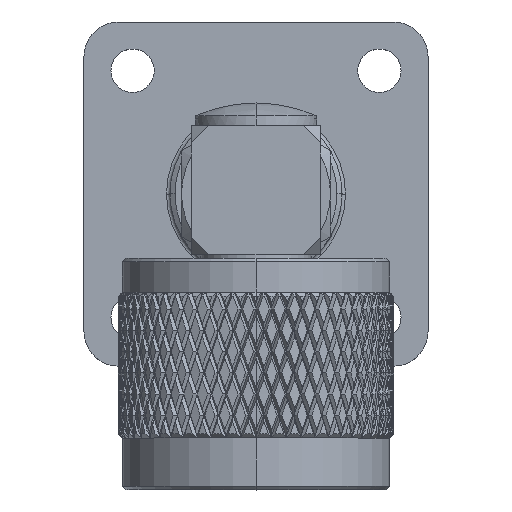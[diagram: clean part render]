
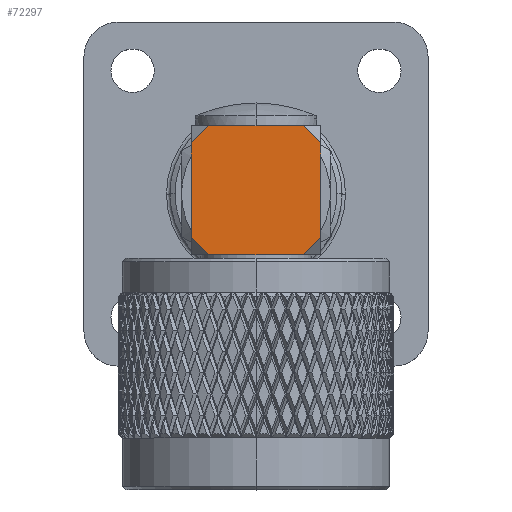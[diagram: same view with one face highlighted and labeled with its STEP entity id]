
A CAD part, top view. The second image highlights one B-rep face of the part: STEP entity #72297.
In plain terms, the highlighted face is planar.
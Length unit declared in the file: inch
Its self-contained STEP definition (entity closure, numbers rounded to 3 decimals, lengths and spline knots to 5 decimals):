
#921 = LINE ( 'NONE', #44521, #44793 ) ;
#2227 = LINE ( 'NONE', #3813, #57994 ) ;
#3341 = VERTEX_POINT ( 'NONE', #97745 ) ;
#3813 = CARTESIAN_POINT ( 'NONE',  ( 0.1875, 0.1875, 0.1875 ) ) ;
#6895 = ORIENTED_EDGE ( 'NONE', *, *, #84475, .F. ) ;
#8516 = ORIENTED_EDGE ( 'NONE', *, *, #49671, .F. ) ;
#8992 = CARTESIAN_POINT ( 'NONE',  ( 0.025, 0.1875, 0.35 ) ) ;
#11564 = LINE ( 'NONE', #42752, #55336 ) ;
#15465 = EDGE_CURVE ( 'NONE', #74207, #43337, #49970, .T. ) ;
#17858 = ORIENTED_EDGE ( 'NONE', *, *, #82782, .T. ) ;
#17932 = VECTOR ( 'NONE', #94032, 39.37008 ) ;
#18060 = ORIENTED_EDGE ( 'NONE', *, *, #15465, .T. ) ;
#20194 = DIRECTION ( 'NONE',  ( 0.707, 0., 0.707 ) ) ;
#22204 = DIRECTION ( 'NONE',  ( 0., -1., 0. ) ) ;
#26116 = CARTESIAN_POINT ( 'NONE',  ( -0.1875, 0.1875, -0.1375 ) ) ;
#36439 = LINE ( 'NONE', #8992, #55497 ) ;
#37103 = LINE ( 'NONE', #49249, #74924 ) ;
#37521 = DIRECTION ( 'NONE',  ( -1., 0., 0. ) ) ;
#37784 = CARTESIAN_POINT ( 'NONE',  ( -0.1375, 0.1875, -0.1875 ) ) ;
#39488 = DIRECTION ( 'NONE',  ( 0.707, 0., 0.707 ) ) ;
#40164 = CARTESIAN_POINT ( 'NONE',  ( 0.1875, 0.1875, 0.1375 ) ) ;
#41040 = VERTEX_POINT ( 'NONE', #82783 ) ;
#42752 = CARTESIAN_POINT ( 'NONE',  ( 0.1625, 0.1875, -0.1625 ) ) ;
#43337 = VERTEX_POINT ( 'NONE', #26116 ) ;
#44521 = CARTESIAN_POINT ( 'NONE',  ( -0.1875, 0.1875, -0.1875 ) ) ;
#44793 = VECTOR ( 'NONE', #37521, 39.37008 ) ;
#45002 = CARTESIAN_POINT ( 'NONE',  ( -0.025, 0.1875, 0.35 ) ) ;
#45746 = FACE_OUTER_BOUND ( 'NONE', #71168, .T. ) ;
#45902 = VERTEX_POINT ( 'NONE', #40164 ) ;
#46273 = CARTESIAN_POINT ( 'NONE',  ( -0.1875, 0.1875, 0.1375 ) ) ;
#48042 = VERTEX_POINT ( 'NONE', #60418 ) ;
#49249 = CARTESIAN_POINT ( 'NONE',  ( -0.1875, 0.1875, 0.1875 ) ) ;
#49671 = EDGE_CURVE ( 'NONE', #59729, #43337, #37103, .T. ) ;
#49970 = LINE ( 'NONE', #55073, #17932 ) ;
#53166 = EDGE_CURVE ( 'NONE', #45902, #48042, #67693, .T. ) ;
#55073 = CARTESIAN_POINT ( 'NONE',  ( -0.1625, 0.1875, -0.1625 ) ) ;
#55247 = LINE ( 'NONE', #76107, #82423 ) ;
#55336 = VECTOR ( 'NONE', #20194, 39.37008 ) ;
#55497 = VECTOR ( 'NONE', #39488, 39.37008 ) ;
#56478 = EDGE_CURVE ( 'NONE', #45902, #41040, #2227, .T. ) ;
#57236 = DIRECTION ( 'NONE',  ( 0., 0., -1. ) ) ;
#57311 = ORIENTED_EDGE ( 'NONE', *, *, #92426, .F. ) ;
#57994 = VECTOR ( 'NONE', #72635, 39.37008 ) ;
#59683 = PLANE ( 'NONE',  #81135 ) ;
#59729 = VERTEX_POINT ( 'NONE', #46273 ) ;
#60418 = CARTESIAN_POINT ( 'NONE',  ( 0.1375, 0.1875, 0.1875 ) ) ;
#67559 = EDGE_CURVE ( 'NONE', #59729, #77914, #36439, .T. ) ;
#67693 = LINE ( 'NONE', #45002, #85422 ) ;
#70907 = ORIENTED_EDGE ( 'NONE', *, *, #53166, .F. ) ;
#71168 = EDGE_LOOP ( 'NONE', ( #18060, #8516, #82002, #57311, #70907, #76517, #6895, #17858 ) ) ;
#72297 = ADVANCED_FACE ( 'NONE', ( #45746 ), #59683, .F. ) ;
#72635 = DIRECTION ( 'NONE',  ( 0., 0., -1. ) ) ;
#74207 = VERTEX_POINT ( 'NONE', #37784 ) ;
#74924 = VECTOR ( 'NONE', #57236, 39.37008 ) ;
#76107 = CARTESIAN_POINT ( 'NONE',  ( -0.1875, 0.1875, 0.1875 ) ) ;
#76517 = ORIENTED_EDGE ( 'NONE', *, *, #56478, .T. ) ;
#77914 = VERTEX_POINT ( 'NONE', #82318 ) ;
#81135 = AXIS2_PLACEMENT_3D ( 'NONE', #97345, #22204, #90041 ) ;
#82002 = ORIENTED_EDGE ( 'NONE', *, *, #67559, .T. ) ;
#82318 = CARTESIAN_POINT ( 'NONE',  ( -0.1375, 0.1875, 0.1875 ) ) ;
#82423 = VECTOR ( 'NONE', #90717, 39.37008 ) ;
#82782 = EDGE_CURVE ( 'NONE', #3341, #74207, #921, .T. ) ;
#82783 = CARTESIAN_POINT ( 'NONE',  ( 0.1875, 0.1875, -0.1375 ) ) ;
#84475 = EDGE_CURVE ( 'NONE', #3341, #41040, #11564, .T. ) ;
#85422 = VECTOR ( 'NONE', #91263, 39.37008 ) ;
#90041 = DIRECTION ( 'NONE',  ( 0., 0., -1. ) ) ;
#90717 = DIRECTION ( 'NONE',  ( -1., 0., 0. ) ) ;
#91263 = DIRECTION ( 'NONE',  ( -0.707, 0., 0.707 ) ) ;
#92426 = EDGE_CURVE ( 'NONE', #48042, #77914, #55247, .T. ) ;
#94032 = DIRECTION ( 'NONE',  ( -0.707, 0., 0.707 ) ) ;
#97345 = CARTESIAN_POINT ( 'NONE',  ( -0.1875, 0.1875, 0.1875 ) ) ;
#97745 = CARTESIAN_POINT ( 'NONE',  ( 0.1375, 0.1875, -0.1875 ) ) ;
